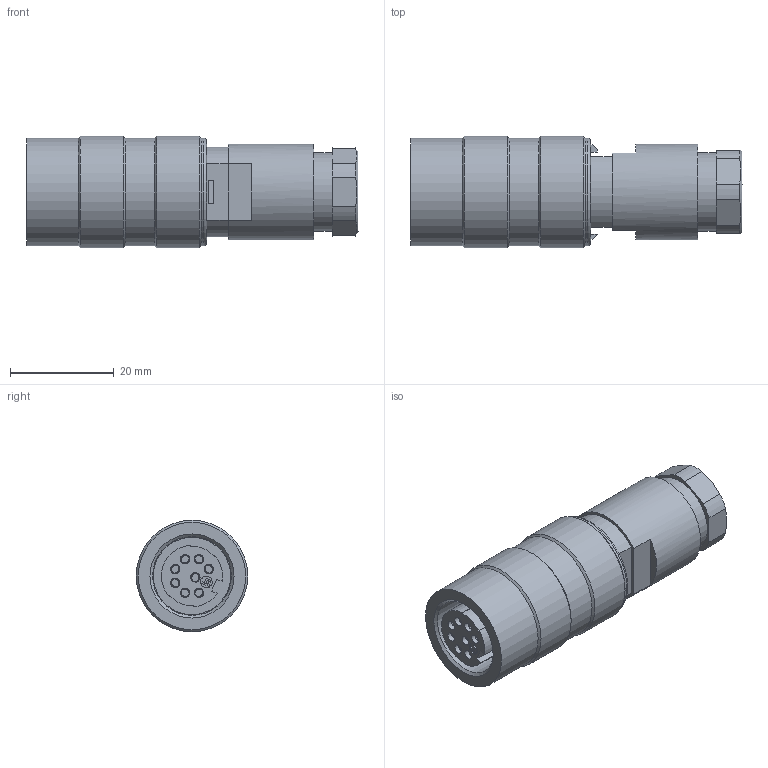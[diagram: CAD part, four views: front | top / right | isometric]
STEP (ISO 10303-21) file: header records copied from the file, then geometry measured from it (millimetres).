
FILE_DESCRIPTION(/* description */ (''),/* implementation_level */ '2;1');
FILE_NAME(/* name */ '09-0172-70-08_bg.stp',/* time_stamp */ '2009-04-08T16:20:57+02:00',/* author */ (''),/* organization */ (''),/* preprocessor_version */ 'ST-DEVELOPER v11',/* originating_system */ 'UGS - NX 5.0',/* authorisation */ '');
FILE_SCHEMA (('CONFIG_CONTROL_DESIGN'));
Length unit declared in the file: millimetre
Products named in the file (1): kbor3885rt2w
Bounding box: 64 x 21.5 x 21.5 mm (x, y, z)
Volume: 18382.7 mm3; surface area: 5835 mm2
Topology: 1 solids, 1 shells, 331 faces, 919 edges, 594 vertices
Faces by surface type: plane 153, cylinder 91, bspline 32, cone 22, torus 17, sphere 16
Full cylindrical faces by diameter (mm): 1.8 x8, 2.25 x1, 14.9 x1, 15.188 x1, 15.2 x1, 18.5 x1, 20.7 x3, 21.5 x2
Entity records: 11932 total; most frequent: CARTESIAN_POINT 4166, ORIENTED_EDGE 1732, DIRECTION 1412, EDGE_CURVE 866, VERTEX_POINT 582, AXIS2_PLACEMENT_3D 576, EDGE_LOOP 376, ADVANCED_FACE 331
